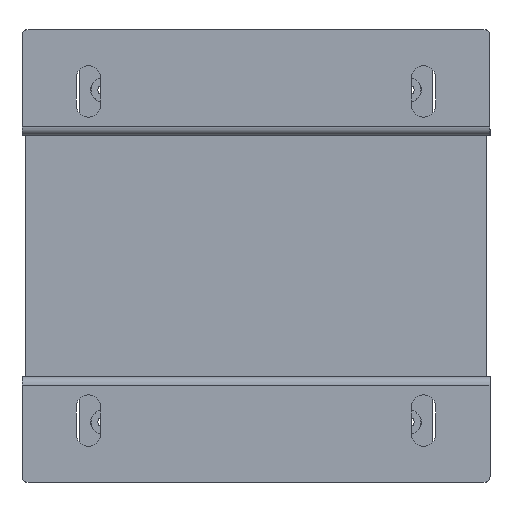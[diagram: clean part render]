
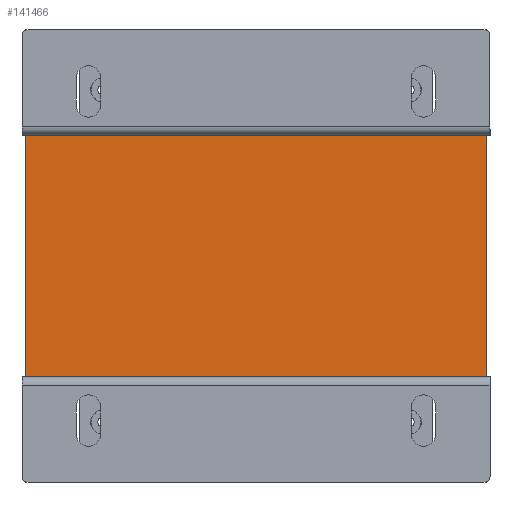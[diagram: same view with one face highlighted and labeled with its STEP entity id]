
A CAD part, front view. The second image highlights one B-rep face of the part: STEP entity #141466.
In plain terms, the highlighted planar face has unit normal (0, -1, 0).
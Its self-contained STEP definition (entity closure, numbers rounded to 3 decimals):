
#962 = LINE ( 'NONE', #94103, #112894 ) ;
#3635 = ORIENTED_EDGE ( 'NONE', *, *, #58802, .F. ) ;
#10952 = DIRECTION ( 'NONE',  ( 0., 0., -1. ) ) ;
#11412 = ORIENTED_EDGE ( 'NONE', *, *, #84221, .F. ) ;
#17978 = CARTESIAN_POINT ( 'NONE',  ( -33.39, 1.339, 174.39 ) ) ;
#18591 = DIRECTION ( 'NONE',  ( 0., 1., 0. ) ) ;
#41924 = DIRECTION ( 'NONE',  ( 1., 0., 0. ) ) ;
#43358 = VERTEX_POINT ( 'NONE', #72618 ) ;
#58802 = EDGE_CURVE ( 'NONE', #112869, #129122, #130285, .T. ) ;
#61164 = VERTEX_POINT ( 'NONE', #104132 ) ;
#72618 = CARTESIAN_POINT ( 'NONE',  ( -33.39, 1.339, 174.39 ) ) ;
#75615 = DIRECTION ( 'NONE',  ( 0., 0., 1. ) ) ;
#76100 = VECTOR ( 'NONE', #131045, 1000. ) ;
#77880 = CARTESIAN_POINT ( 'NONE',  ( -33.39, 1.339, 174.39 ) ) ;
#82665 = AXIS2_PLACEMENT_3D ( 'NONE', #77880, #18591, #75615 ) ;
#82945 = ORIENTED_EDGE ( 'NONE', *, *, #84260, .T. ) ;
#84221 = EDGE_CURVE ( 'NONE', #43358, #112869, #135017, .T. ) ;
#84260 = EDGE_CURVE ( 'NONE', #43358, #61164, #962, .T. ) ;
#87547 = EDGE_CURVE ( 'NONE', #61164, #129122, #90133, .T. ) ;
#90133 = LINE ( 'NONE', #114780, #150611 ) ;
#94103 = CARTESIAN_POINT ( 'NONE',  ( -33.39, 1.339, 174.39 ) ) ;
#104132 = CARTESIAN_POINT ( 'NONE',  ( -33.39, 1.339, 94.39 ) ) ;
#106404 = CARTESIAN_POINT ( 'NONE',  ( 119.01, 1.339, 174.39 ) ) ;
#110403 = CARTESIAN_POINT ( 'NONE',  ( 119.01, 1.339, 94.39 ) ) ;
#111810 = PLANE ( 'NONE',  #82665 ) ;
#112869 = VERTEX_POINT ( 'NONE', #141091 ) ;
#112894 = VECTOR ( 'NONE', #10952, 1000. ) ;
#114780 = CARTESIAN_POINT ( 'NONE',  ( -33.39, 1.339, 94.39 ) ) ;
#127545 = VECTOR ( 'NONE', #41924, 1000. ) ;
#127618 = EDGE_LOOP ( 'NONE', ( #135126, #3635, #11412, #82945 ) ) ;
#129122 = VERTEX_POINT ( 'NONE', #110403 ) ;
#130285 = LINE ( 'NONE', #106404, #76100 ) ;
#131045 = DIRECTION ( 'NONE',  ( 0., 0., -1. ) ) ;
#134141 = FACE_OUTER_BOUND ( 'NONE', #127618, .T. ) ;
#135017 = LINE ( 'NONE', #17978, #127545 ) ;
#135126 = ORIENTED_EDGE ( 'NONE', *, *, #87547, .T. ) ;
#137835 = DIRECTION ( 'NONE',  ( 1., 0., 0. ) ) ;
#141091 = CARTESIAN_POINT ( 'NONE',  ( 119.01, 1.339, 174.39 ) ) ;
#141466 = ADVANCED_FACE ( 'NONE', ( #134141 ), #111810, .F. ) ;
#150611 = VECTOR ( 'NONE', #137835, 1000. ) ;
